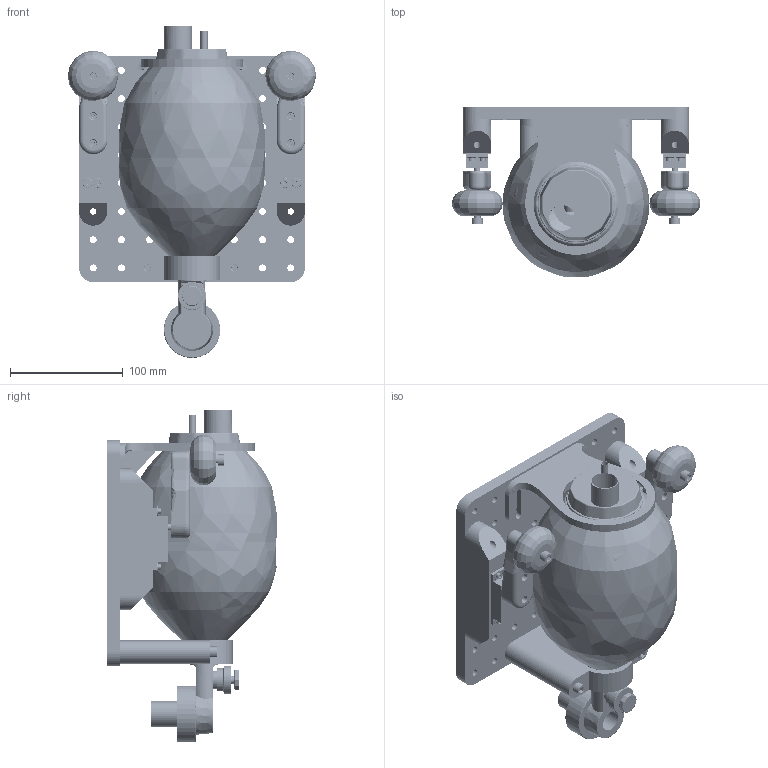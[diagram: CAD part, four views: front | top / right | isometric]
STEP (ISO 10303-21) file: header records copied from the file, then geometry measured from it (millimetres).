
FILE_DESCRIPTION(/* description */ (''),/* implementation_level */ '2;1');
FILE_NAME(/* name */ 'f1fad040-81e8-4cf2-ac75-6cc422b1dd86.stp',/* time_stamp */ '2020-03-29T17:50:33+00:00',/* author */ (''),/* organization */ (''),/* preprocessor_version */ 'ST-DEVELOPER v18',/* originating_system */ 'Autodesk Translation Framework v8.12.0.6',/* authorisation */ '');
FILE_SCHEMA (('AUTOMOTIVE_DESIGN { 1 0 10303 214 3 1 1 }'));
Length unit declared in the file: millimetre
Products named in the file (20): assembled new design; resuscitator_assembly; bag; big end cap; small end cap; small end neck; small end clamp; small end clamp TOP TEST fem; M6 30mm; lever_new_assembled RIGHT; support big end; lever_new_assembled LEFT; M6 45mmm; servo_base_fixture_new; lever_without_support; roller_bl; servo connector; servo; small washer; M3 10mm
Assembly tree (46 placements, depth 3):
  assembled new design
    resuscitator_assembly
      bag
      big end cap
      small end cap
      small end neck
    small end clamp
    small end clamp TOP TEST fem
    M6 30mm  x4
    lever_new_assembled RIGHT
      M6 45mmm
      servo_base_fixture_new
      lever_without_support
      roller_bl
      servo connector
      servo
      M3 10mm  x6
      small washer  x4
    support big end
    lever_new_assembled LEFT
      M6 45mmm
      servo_base_fixture_new
      lever_without_support
      roller_bl
      servo connector
      servo
      M3 10mm  x6
      small washer  x4
Bounding box: 220 x 150.4 x 294 mm (x, y, z)
Volume: 858426.7 mm3; surface area: 442128.6 mm2
Topology: 48 solids, 48 shells, 2112 faces, 5407 edges, 3520 vertices
Faces by surface type: cylinder 1111, plane 808, bspline 100, torus 60, sphere 20, cone 13
Full cylindrical faces by diameter (mm): 2.372 x168, 2.5 x12, 2.942 x168, 3.3 x4, 3.5 x8, 4.25 x8, 4.744 x118, 4.875 x12, 5.5 x1, 5.7 x10, 5.8 x2, 5.884 x126, 5.9 x2, 6 x4, 6.2 x64, 6.5 x3, 6.75 x1, 8.5 x8, 9.75 x6, 16 x2, 19 x1, 20.5 x1, 21 x2, 23 x3, 25 x3, 29 x1, 31 x2, 33 x1, 35 x3, 37 x1
Entity records: 46265 total; most frequent: CARTESIAN_POINT 19772, ORIENTED_EDGE 5354, DIRECTION 5151, EDGE_CURVE 2677, AXIS2_PLACEMENT_3D 1779, VERTEX_POINT 1741, LINE 1593, VECTOR 1593
